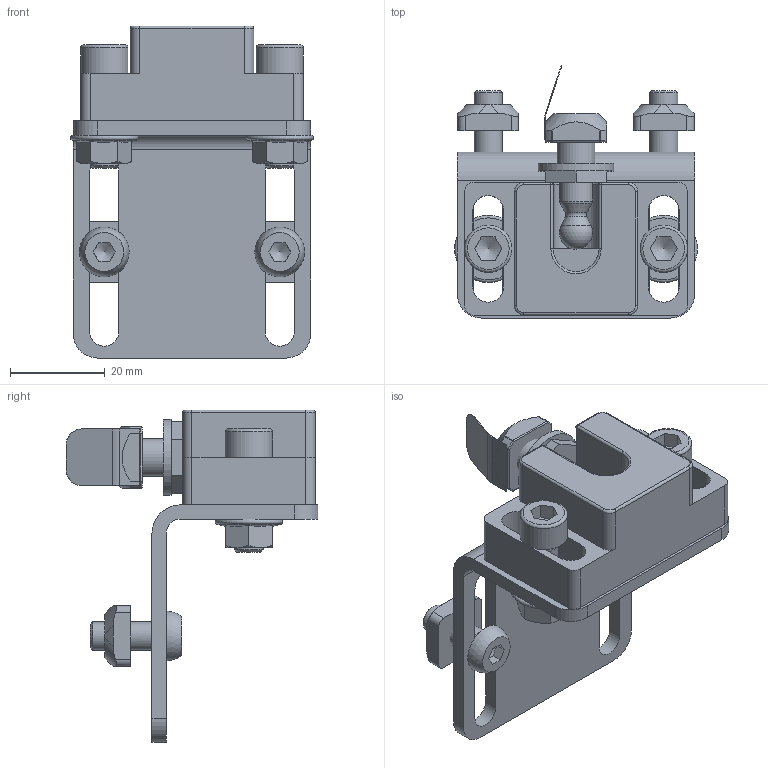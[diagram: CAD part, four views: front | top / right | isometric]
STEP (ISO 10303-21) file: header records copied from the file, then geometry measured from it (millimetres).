
FILE_DESCRIPTION(('STEP AP203'),'1');
FILE_NAME('SAFE08N1090.stp','2023-10-24T06:49:19',(' '),(' '),'Spatial InterOp 3D',' ',' ');
FILE_SCHEMA(('CONFIG_CONTROL_DESIGN'));
Length unit declared in the file: millimetre
Products named in the file (15): Kit loquet PA 40; Ecrou carré 8 45 M6; Vis BHC - M6x16; Ecrou rondelle M6; Vis CHC - M6x20; Support loquet PA 40; ASSEM1; Ecrou carré languette 8 45 M8; Rondelle M 8; Loquet PA 40; Bille loquet PA; Loquet PA - Clenche
Assembly tree (18 placements, depth 3):
  Kit loquet PA 40
    Ecrou carré 8 45 M6  x2
    Vis BHC - M6x16  x2
    Ecrou rondelle M6  x2
    Vis CHC - M6x20  x2
    Support loquet PA 40
      ASSEM1
      Support loquet PA 40
    Ecrou carré languette 8 45 M8
      Ecrou carré languette 8 45 M8
      Ecrou carré languette 8 45 M8
    Rondelle M 8
    Loquet PA 40
      Bille loquet PA
      Loquet PA - Clenche
Bounding box: 51.2 x 53.12 x 70 mm (x, y, z)
Volume: 32880.8 mm3; surface area: 21322.7 mm2
Topology: 14 solids, 14 shells, 279 faces, 670 edges, 415 vertices
Faces by surface type: plane 131, cylinder 92, cone 25, torus 18, sphere 13
Full cylindrical faces by diameter (mm): 5 x4, 6 x8, 6.8 x1, 7 x1, 8 x1, 8.4 x1, 10 x2, 16 x1
Entity records: 8385 total; most frequent: CARTESIAN_POINT 1414, DIRECTION 1078, ORIENTED_EDGE 946, EDGE_CURVE 473, AXIS2_PLACEMENT_3D 416, VERTEX_POINT 312, EDGE_LOOP 265, LINE 246
